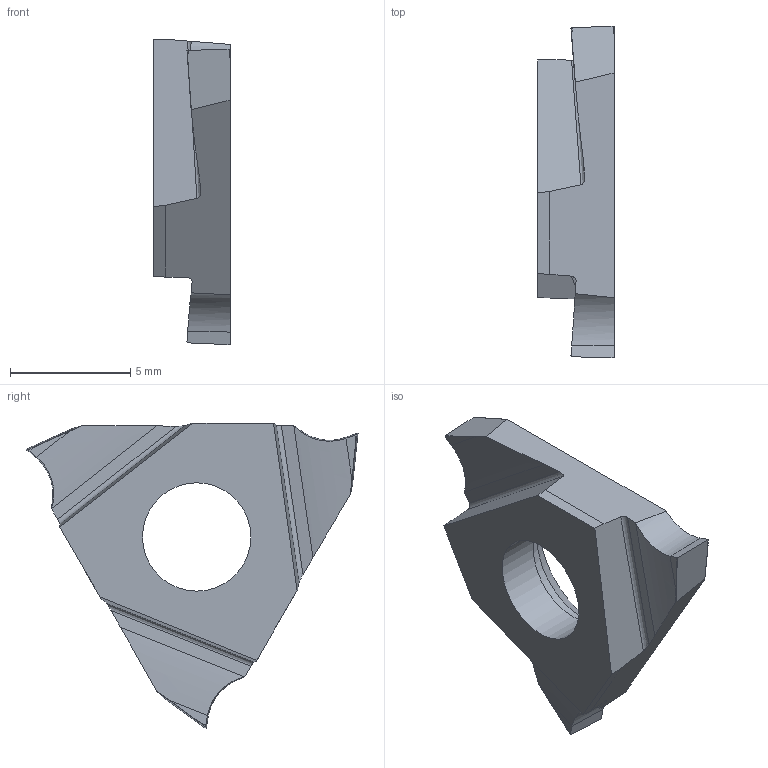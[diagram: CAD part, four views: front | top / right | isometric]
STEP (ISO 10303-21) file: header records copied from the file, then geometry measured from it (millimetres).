
FILE_DESCRIPTION((''),'2;1');
FILE_NAME('CUS_GTBT18030V5R-E_F','2024-04-01T10:00:17',('tlyae017'),('PTC Japan'),'CREO PARAMETRIC BY PTC INC, 2021424','CREO PARAMETRIC BY PTC INC, 2021424','');
FILE_SCHEMA(('AUTOMOTIVE_DESIGN { 1 0 10303 214 1 1 1 1 }'));
Length unit declared in the file: millimetre
Products named in the file (1): CUS_GTBT18030V5R-E_F
Bounding box: 3.18 x 13.79 x 12.68 mm (x, y, z)
Volume: 199.2 mm3; surface area: 326 mm2
Topology: 1 solids, 1 shells, 57 faces, 172 edges, 118 vertices
Faces by surface type: plane 24, bspline 18, extrusion 9, cone 4, cylinder 2
Entity records: 3493 total; most frequent: CARTESIAN_POINT 1534, ORIENTED_EDGE 302, DIRECTION 200, PRESENTATION_STYLE_ASSIGNMENT 175, STYLED_ITEM 175, CURVE_STYLE 174, EDGE_CURVE 151, VERTEX_POINT 97
